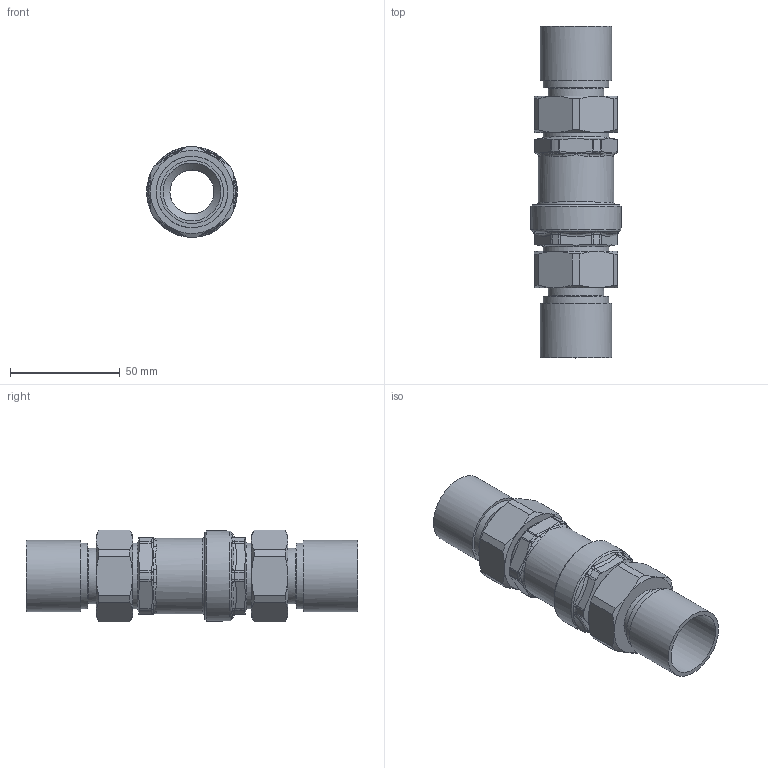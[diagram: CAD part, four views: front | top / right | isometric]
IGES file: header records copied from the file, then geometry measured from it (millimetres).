
Global section: file name: 127369AF_Simplify_1; native system: Autodesk Inventor 2025; preprocessor: unknown; author: ischreiner; date: 20250723.150321; units: inch
Bounding box: 41.38 x 151.26 x 41.78 mm (x, y, z)
Volume: 63443 mm3; surface area: 40275.5 mm2
Topology: 3 solids, 3 shells, 268 faces, 600 edges, 359 vertices
Faces by surface type: bspline 268
